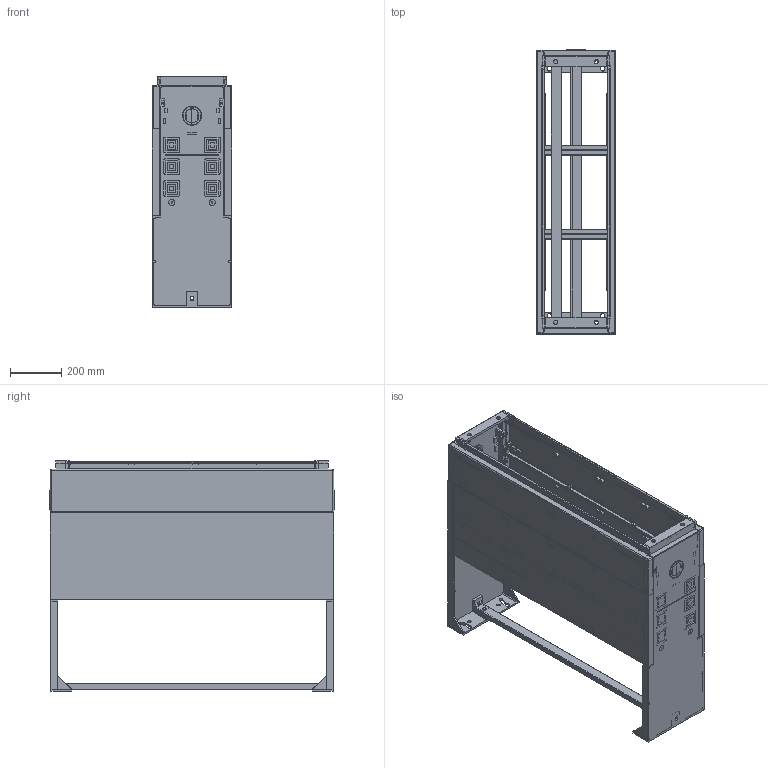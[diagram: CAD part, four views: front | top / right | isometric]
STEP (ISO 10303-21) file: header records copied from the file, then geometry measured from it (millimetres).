
FILE_DESCRIPTION(('CATIA V5 STEP'),'2;1');
FILE_NAME('S9240000_Normsockel_FP2_10.stp','2012-10-29T06:34:31+00:00',('none'),('Jean Müller GmbH'),'CATIA Version 5 Release 19 SP 9 (IN-10)','CATIA V5 STEP AP214','none');
FILE_SCHEMA(('AUTOMOTIVE_DESIGN { 1 0 10303 214 1 1 1 1 }'));
Products named in the file (9): S9240000_Normsockel_FP2_10; S0002_Normsockel_FP2_10_Referenzen; 33511_L_Sockel_Seitenwand; 33519_Vorderwand_unten; 33518_Vorderwand_oben; 155419_03_Stabilisierungsschiene_; 156172_03_Kabelschiene; 31881_L_Stabilisierungsschiene oben; 33780_PG_Blindabdeckung
Assembly tree (13 placements, depth 2):
  S9240000_Normsockel_FP2_10
    S0002_Normsockel_FP2_10_Referenzen
    33511_L_Sockel_Seitenwand  x2
    33519_Vorderwand_unten  x2
    33518_Vorderwand_oben  x2
    155419_03_Stabilisierungsschiene_
    156172_03_Kabelschiene
    31881_L_Stabilisierungsschiene oben  x2
    33780_PG_Blindabdeckung  x2
Bounding box: 310 x 1116.6 x 905.1 mm (x, y, z)
Volume: 10153446.4 mm3; surface area: 5497572.9 mm2
Topology: 14 solids, 14 shells, 8649 faces, 23665 edges, 15078 vertices
Faces by surface type: plane 6472, cylinder 1333, torus 306, cone 248, bspline 158, sphere 132
Entity records: 153356 total; most frequent: CARTESIAN_POINT 31273, ORIENTED_EDGE 23490, DIRECTION 18254, EDGE_CURVE 11745, VECTOR 9626, LINE 9626, VERTEX_POINT 7559, AXIS2_PLACEMENT_3D 5074
